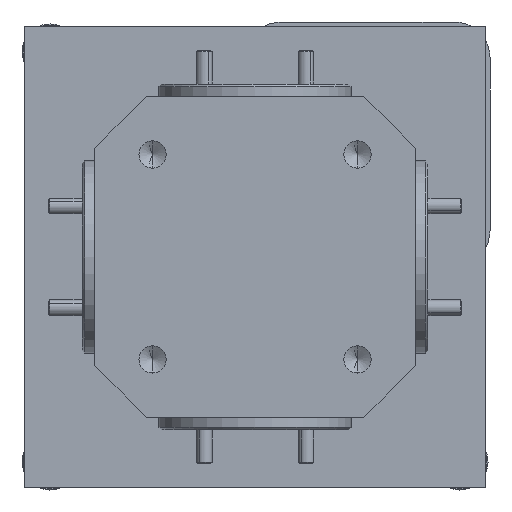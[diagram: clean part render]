
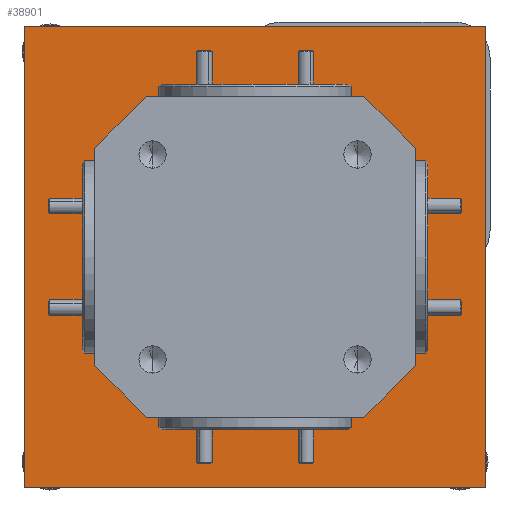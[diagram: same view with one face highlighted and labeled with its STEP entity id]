
A CAD part, front view. The second image highlights one B-rep face of the part: STEP entity #38901.
In plain terms, the highlighted planar face has unit normal (0, -1, 0).
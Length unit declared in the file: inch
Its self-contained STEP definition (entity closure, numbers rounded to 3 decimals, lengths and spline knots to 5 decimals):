
#70 = EDGE_CURVE ( 'NONE', #15227, #38682, #42317, .T. ) ;
#158 = VERTEX_POINT ( 'NONE', #20398 ) ;
#970 = VECTOR ( 'NONE', #14072, 39.37008 ) ;
#1996 = LINE ( 'NONE', #27763, #19637 ) ;
#2107 = PLANE ( 'NONE',  #25678 ) ;
#2200 = LINE ( 'NONE', #38076, #8588 ) ;
#2286 = EDGE_CURVE ( 'NONE', #5387, #28720, #15320, .T. ) ;
#3834 = DIRECTION ( 'NONE',  ( 1., 0., 0. ) ) ;
#5387 = VERTEX_POINT ( 'NONE', #24250 ) ;
#5841 = VECTOR ( 'NONE', #3834, 39.37008 ) ;
#6997 = LINE ( 'NONE', #23936, #29419 ) ;
#7478 = CARTESIAN_POINT ( 'NONE',  ( -0.625, 1., 0.625 ) ) ;
#7821 = LINE ( 'NONE', #27810, #8084 ) ;
#8084 = VECTOR ( 'NONE', #14704, 39.37008 ) ;
#8103 = ORIENTED_EDGE ( 'NONE', *, *, #24015, .T. ) ;
#8261 = ORIENTED_EDGE ( 'NONE', *, *, #19989, .F. ) ;
#8588 = VECTOR ( 'NONE', #25176, 39.37008 ) ;
#8658 = DIRECTION ( 'NONE',  ( 0.707, 0., 0.707 ) ) ;
#9676 = LINE ( 'NONE', #22751, #41416 ) ;
#10529 = ORIENTED_EDGE ( 'NONE', *, *, #35424, .F. ) ;
#11032 = DIRECTION ( 'NONE',  ( -0.707, 0., -0.707 ) ) ;
#11593 = ORIENTED_EDGE ( 'NONE', *, *, #26574, .T. ) ;
#11718 = CARTESIAN_POINT ( 'NONE',  ( -0.625, 1., 0.625 ) ) ;
#13048 = CARTESIAN_POINT ( 'NONE',  ( 0.9, 1., -0.9 ) ) ;
#13539 = VERTEX_POINT ( 'NONE', #32578 ) ;
#14072 = DIRECTION ( 'NONE',  ( 0., 0., 1. ) ) ;
#14477 = LINE ( 'NONE', #34011, #33782 ) ;
#14652 = CARTESIAN_POINT ( 'NONE',  ( -0.625, 1., -0.425 ) ) ;
#14704 = DIRECTION ( 'NONE',  ( 0., 0., -1. ) ) ;
#14712 = EDGE_LOOP ( 'NONE', ( #11593, #40045, #15276, #36943, #8103, #35354, #18451, #35607 ) ) ;
#15227 = VERTEX_POINT ( 'NONE', #32584 ) ;
#15257 = VERTEX_POINT ( 'NONE', #13048 ) ;
#15276 = ORIENTED_EDGE ( 'NONE', *, *, #27516, .T. ) ;
#15320 = LINE ( 'NONE', #24774, #41652 ) ;
#17046 = CARTESIAN_POINT ( 'NONE',  ( 0.9, 1., 0.9 ) ) ;
#18451 = ORIENTED_EDGE ( 'NONE', *, *, #40885, .T. ) ;
#19637 = VECTOR ( 'NONE', #8658, 39.37008 ) ;
#19957 = DIRECTION ( 'NONE',  ( 0.707, 0., -0.707 ) ) ;
#19989 = EDGE_CURVE ( 'NONE', #15257, #30523, #6997, .T. ) ;
#20398 = CARTESIAN_POINT ( 'NONE',  ( -0.425, 1., 0.625 ) ) ;
#21164 = LINE ( 'NONE', #11718, #970 ) ;
#21855 = CARTESIAN_POINT ( 'NONE',  ( 0., 1., 0. ) ) ;
#22181 = CARTESIAN_POINT ( 'NONE',  ( 0.425, 1., 0.625 ) ) ;
#22751 = CARTESIAN_POINT ( 'NONE',  ( 0.625, 1., 0.425 ) ) ;
#23936 = CARTESIAN_POINT ( 'NONE',  ( -0.9, 1., -0.9 ) ) ;
#24015 = EDGE_CURVE ( 'NONE', #38682, #13539, #14477, .T. ) ;
#24133 = LINE ( 'NONE', #27578, #33438 ) ;
#24244 = VERTEX_POINT ( 'NONE', #22181 ) ;
#24250 = CARTESIAN_POINT ( 'NONE',  ( -0.9, 1., 0.9 ) ) ;
#24650 = FACE_BOUND ( 'NONE', #14712, .T. ) ;
#24774 = CARTESIAN_POINT ( 'NONE',  ( -0.9, 1., 0.9 ) ) ;
#25176 = DIRECTION ( 'NONE',  ( -1., 0., 0. ) ) ;
#25292 = CARTESIAN_POINT ( 'NONE',  ( -0.625, 1., -0.425 ) ) ;
#25569 = CARTESIAN_POINT ( 'NONE',  ( 0.625, 1., 0.625 ) ) ;
#25678 = AXIS2_PLACEMENT_3D ( 'NONE', #21855, #28094, #28302 ) ;
#25804 = EDGE_CURVE ( 'NONE', #30523, #5387, #24133, .T. ) ;
#25992 = DIRECTION ( 'NONE',  ( 0., 0., -1. ) ) ;
#26574 = EDGE_CURVE ( 'NONE', #29738, #158, #1996, .T. ) ;
#27483 = CARTESIAN_POINT ( 'NONE',  ( -0.625, 1., 0.425 ) ) ;
#27516 = EDGE_CURVE ( 'NONE', #24244, #15227, #9676, .T. ) ;
#27578 = CARTESIAN_POINT ( 'NONE',  ( -0.9, 1., 0.9 ) ) ;
#27763 = CARTESIAN_POINT ( 'NONE',  ( -0.425, 1., 0.625 ) ) ;
#27810 = CARTESIAN_POINT ( 'NONE',  ( 0.9, 1., 0.9 ) ) ;
#27900 = ORIENTED_EDGE ( 'NONE', *, *, #2286, .F. ) ;
#28060 = VERTEX_POINT ( 'NONE', #25292 ) ;
#28094 = DIRECTION ( 'NONE',  ( 0., -1., 0. ) ) ;
#28207 = CARTESIAN_POINT ( 'NONE',  ( -0.425, 1., -0.625 ) ) ;
#28302 = DIRECTION ( 'NONE',  ( 0., 0., -1. ) ) ;
#28343 = EDGE_CURVE ( 'NONE', #28060, #29738, #21164, .T. ) ;
#28434 = EDGE_LOOP ( 'NONE', ( #10529, #27900, #30645, #8261 ) ) ;
#28720 = VERTEX_POINT ( 'NONE', #17046 ) ;
#29419 = VECTOR ( 'NONE', #29985, 39.37008 ) ;
#29738 = VERTEX_POINT ( 'NONE', #27483 ) ;
#29985 = DIRECTION ( 'NONE',  ( -1., 0., 0. ) ) ;
#30523 = VERTEX_POINT ( 'NONE', #42430 ) ;
#30645 = ORIENTED_EDGE ( 'NONE', *, *, #25804, .F. ) ;
#31017 = DIRECTION ( 'NONE',  ( 0., 0., 1. ) ) ;
#31529 = FACE_OUTER_BOUND ( 'NONE', #28434, .T. ) ;
#32212 = CARTESIAN_POINT ( 'NONE',  ( 0.625, 1., -0.425 ) ) ;
#32578 = CARTESIAN_POINT ( 'NONE',  ( 0.425, 1., -0.625 ) ) ;
#32584 = CARTESIAN_POINT ( 'NONE',  ( 0.625, 1., 0.425 ) ) ;
#33250 = LINE ( 'NONE', #7478, #5841 ) ;
#33438 = VECTOR ( 'NONE', #31017, 39.37008 ) ;
#33782 = VECTOR ( 'NONE', #11032, 39.37008 ) ;
#33980 = DIRECTION ( 'NONE',  ( -0.707, 0., 0.707 ) ) ;
#34011 = CARTESIAN_POINT ( 'NONE',  ( 0.425, 1., -0.625 ) ) ;
#34642 = DIRECTION ( 'NONE',  ( 1., 0., 0. ) ) ;
#35354 = ORIENTED_EDGE ( 'NONE', *, *, #37750, .T. ) ;
#35424 = EDGE_CURVE ( 'NONE', #28720, #15257, #7821, .T. ) ;
#35607 = ORIENTED_EDGE ( 'NONE', *, *, #28343, .T. ) ;
#36943 = ORIENTED_EDGE ( 'NONE', *, *, #70, .T. ) ;
#37203 = LINE ( 'NONE', #14652, #40061 ) ;
#37750 = EDGE_CURVE ( 'NONE', #13539, #39339, #2200, .T. ) ;
#38076 = CARTESIAN_POINT ( 'NONE',  ( -0.625, 1., -0.625 ) ) ;
#38682 = VERTEX_POINT ( 'NONE', #32212 ) ;
#38901 = ADVANCED_FACE ( 'NONE', ( #31529, #24650 ), #2107, .T. ) ;
#39059 = VECTOR ( 'NONE', #25992, 39.37008 ) ;
#39339 = VERTEX_POINT ( 'NONE', #28207 ) ;
#40045 = ORIENTED_EDGE ( 'NONE', *, *, #41903, .T. ) ;
#40061 = VECTOR ( 'NONE', #33980, 39.37008 ) ;
#40885 = EDGE_CURVE ( 'NONE', #39339, #28060, #37203, .T. ) ;
#41416 = VECTOR ( 'NONE', #19957, 39.37008 ) ;
#41652 = VECTOR ( 'NONE', #34642, 39.37008 ) ;
#41903 = EDGE_CURVE ( 'NONE', #158, #24244, #33250, .T. ) ;
#42317 = LINE ( 'NONE', #25569, #39059 ) ;
#42430 = CARTESIAN_POINT ( 'NONE',  ( -0.9, 1., -0.9 ) ) ;
